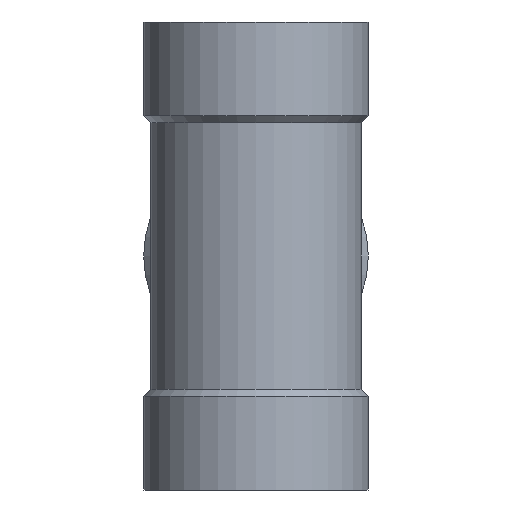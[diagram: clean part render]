
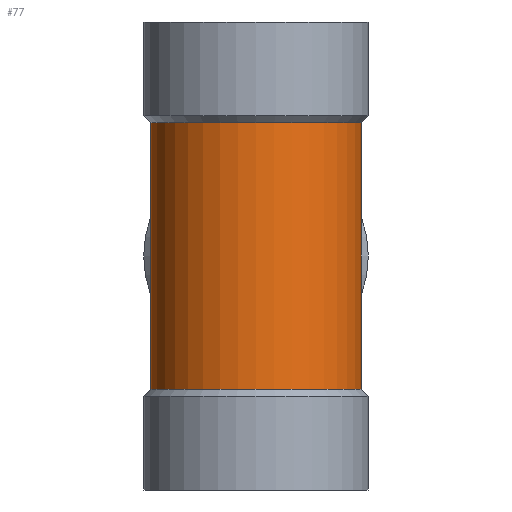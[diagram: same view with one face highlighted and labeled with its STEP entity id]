
A CAD part, left-side view. The second image highlights one B-rep face of the part: STEP entity #77.
In plain terms, the highlighted cylindrical face has radius 45 mm (diameter 90 mm), a full revolution.
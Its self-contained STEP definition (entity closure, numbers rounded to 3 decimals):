
#77 = ADVANCED_FACE( '', ( #167, #168, #169 ), #170, .T. );
#167 = FACE_OUTER_BOUND( '', #252, .T. );
#168 = FACE_BOUND( '', #253, .T. );
#169 = FACE_OUTER_BOUND( '', #254, .T. );
#170 = CYLINDRICAL_SURFACE( '', #255, 45. );
#252 = EDGE_LOOP( '', ( #368 ) );
#253 = EDGE_LOOP( '', ( #369, #370 ) );
#254 = EDGE_LOOP( '', ( #371 ) );
#255 = AXIS2_PLACEMENT_3D( '', #372, #373, #374 );
#368 = ORIENTED_EDGE( '', *, *, #403, .T. );
#369 = ORIENTED_EDGE( '', *, *, #389, .F. );
#370 = ORIENTED_EDGE( '', *, *, #390, .F. );
#371 = ORIENTED_EDGE( '', *, *, #416, .F. );
#372 = CARTESIAN_POINT( '', ( 0., 0., -100. ) );
#373 = DIRECTION( '', ( 0., 0., 1. ) );
#374 = DIRECTION( '', ( -1., 0., 0. ) );
#389 = EDGE_CURVE( '', #435, #436, #437, .T. );
#390 = EDGE_CURVE( '', #436, #435, #438, .F. );
#403 = EDGE_CURVE( '', #458, #458, #459, .T. );
#416 = EDGE_CURVE( '', #477, #477, #478, .T. );
#435 = VERTEX_POINT( '', #498 );
#436 = VERTEX_POINT( '', #499 );
#437 = ELLIPSE( '', #500, 63.64, 45. );
#438 = ELLIPSE( '', #501, 63.64, 45. );
#458 = VERTEX_POINT( '', #521 );
#459 = CIRCLE( '', #522, 45. );
#477 = VERTEX_POINT( '', #540 );
#478 = CIRCLE( '', #541, 45. );
#498 = CARTESIAN_POINT( '', ( 0., 45., 0. ) );
#499 = CARTESIAN_POINT( '', ( 0., -45., 0. ) );
#500 = AXIS2_PLACEMENT_3D( '', #563, #564, #565 );
#501 = AXIS2_PLACEMENT_3D( '', #566, #567, #568 );
#521 = CARTESIAN_POINT( '', ( -45., 0., 57. ) );
#522 = AXIS2_PLACEMENT_3D( '', #590, #591, #592 );
#540 = CARTESIAN_POINT( '', ( -45., 0., -57. ) );
#541 = AXIS2_PLACEMENT_3D( '', #608, #609, #610 );
#563 = CARTESIAN_POINT( '', ( 0., 0., 0. ) );
#564 = DIRECTION( '', ( 0.707, 0., -0.707 ) );
#565 = DIRECTION( '', ( -0.707, 0., -0.707 ) );
#566 = CARTESIAN_POINT( '', ( 0., 0., 0. ) );
#567 = DIRECTION( '', ( -0.707, 0., -0.707 ) );
#568 = DIRECTION( '', ( 0.707, 0., -0.707 ) );
#590 = CARTESIAN_POINT( '', ( 0., 0., 57. ) );
#591 = DIRECTION( '', ( 0., 0., -1. ) );
#592 = DIRECTION( '', ( -1., 0., 0. ) );
#608 = CARTESIAN_POINT( '', ( 0., 0., -57. ) );
#609 = DIRECTION( '', ( 0., 0., -1. ) );
#610 = DIRECTION( '', ( -1., 0., 0. ) );
